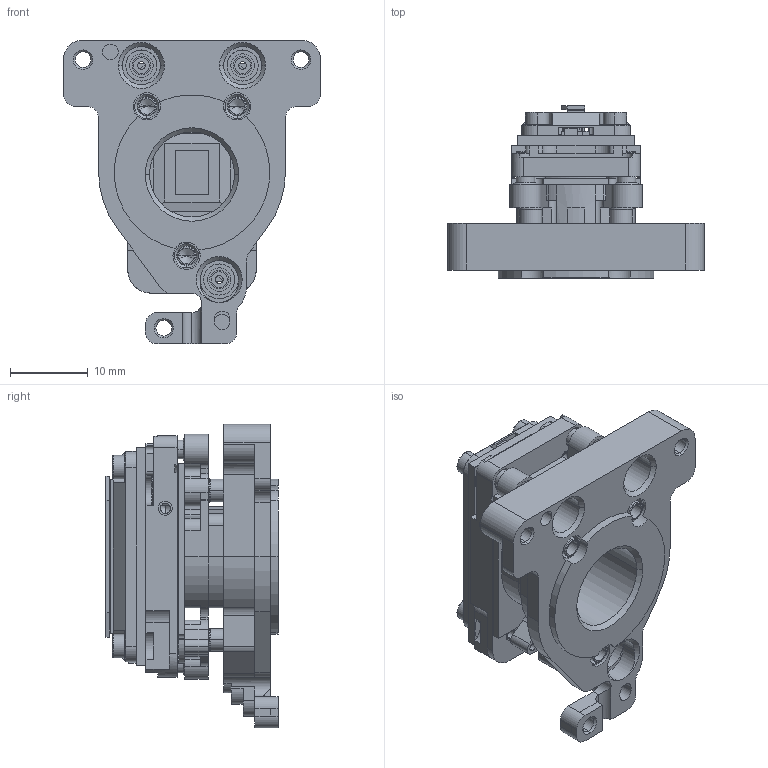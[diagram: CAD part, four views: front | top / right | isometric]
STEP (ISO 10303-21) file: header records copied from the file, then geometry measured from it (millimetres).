
FILE_DESCRIPTION(/* description */ ('VariCAD 2015-3.01 AP-214'),/* implementation_level */ '2;1');
FILE_NAME(/* name */ '0393-07-04.stp',/* time_stamp */ '2015-12-17T19:42:19-07:00',/* author */ (''),/* organization */ (''),/* preprocessor_version */ 'ST-DEVELOPER v14',/* originating_system */ 'VariCAD 2015-3.01; kernel version (20130303)',/* authorisation */ '');
FILE_SCHEMA (('AUTOMOTIVE_DESIGN'));
Products named in the file (33): 0393-07-04; 0353-19-98; 0353-19-95; 0353-97-23; 0353-19-94; 0353-19-97; 0353-30-20; 0353-00-15; 0353-30-40; 0353-19-641
Assembly tree (32 placements, depth 2):
  0393-07-04
    (unnamed)
    (unnamed)
    (unnamed)
    (unnamed)
    (unnamed)
    (unnamed)
    (unnamed)
    (unnamed)
    0353-19-98
    0353-19-98
    0353-19-98
    (unnamed)
    (unnamed)
    (unnamed)
    0353-19-95
    0353-19-95
    0353-97-23
    0353-19-94
    0353-19-97
    0353-19-98
    0353-19-97
    0353-19-98
    0353-19-97
    0353-19-98
    0353-30-20
    0353-97-23
    0353-97-23
    0353-97-23
    0353-00-15
    0353-30-40
    0353-19-95
    0353-19-641
Bounding box: 33 x 22.15 x 39 mm (x, y, z)
Volume: 6878.8 mm3; surface area: 11667.9 mm2
Topology: 32 solids, 32 shells, 2940 faces, 8598 edges, 5592 vertices
Faces by surface type: plane 2002, cylinder 714, cone 186, torus 38
Entity records: 113169 total; most frequent: CARTESIAN_POINT 18141, ORIENTED_EDGE 17144, DIRECTION 16213, EDGE_CURVE 8572, LINE 6723, VECTOR 6723, VERTEX_POINT 5592, AXIS2_PLACEMENT_3D 4745
